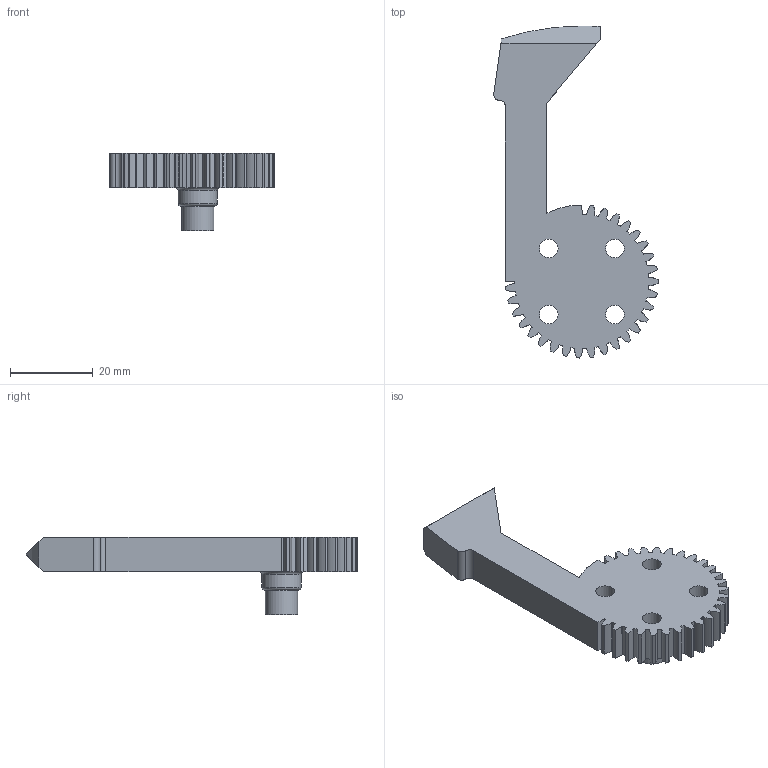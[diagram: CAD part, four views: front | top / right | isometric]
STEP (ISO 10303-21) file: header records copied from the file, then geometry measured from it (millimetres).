
FILE_DESCRIPTION(('FreeCAD Model'),'2;1');
FILE_NAME('Open CASCADE Shape Model','2024-10-24T11:43:14',(''),(''), 'Open CASCADE STEP processor 7.7','FreeCAD','Unknown');
FILE_SCHEMA(('AUTOMOTIVE_DESIGN { 1 0 10303 214 1 1 1 1 }'));
Length unit declared in the file: millimetre
Products named in the file (1): Claw Pincher Powered
Bounding box: 39.79 x 80.31 x 18.85 mm (x, y, z)
Volume: 13236.2 mm3; surface area: 6515 mm2
Topology: 1 solids, 1 shells, 194 faces, 567 edges, 381 vertices
Faces by surface type: extrusion 155, plane 22, cylinder 15, torus 2
Full cylindrical faces by diameter (mm): 4.5 x4, 7.8 x1, 9 x4, 9.5 x1
Entity records: 9416 total; most frequent: CARTESIAN_POINT 4796, ORIENTED_EDGE 1134, EDGE_CURVE 567, DIRECTION 536, B_SPLINE_CURVE_WITH_KNOTS 467, VERTEX_POINT 381, VECTOR 364, LINE 209
